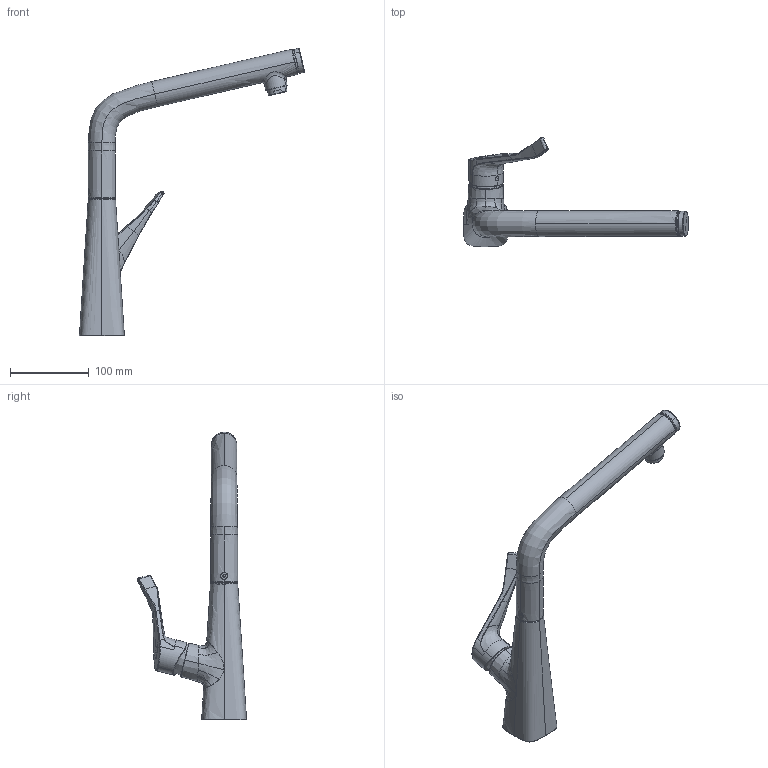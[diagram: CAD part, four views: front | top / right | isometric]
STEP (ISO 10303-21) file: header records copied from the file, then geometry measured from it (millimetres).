
FILE_DESCRIPTION(('CAx-IF Rec.Pracs.---Model Styling and Organization---1.2---2011-12-15','CAx-IF Rec.Pracs.---Geometric and Assembly Validation Properties---4.1---2014-06-16','CAx-IF Rec.Pracs.---PMI Polyline Presentation---2.0---2013-05-24'),'2;1');
FILE_NAME('1000086909_PPR_000.stp','2017-11-14T12:15:31+01:00',(''),(''),'STEP Interface 4.1 by CT CoreTechnologie','3D_Evolution4.1 by CT CoreTechnologie','');
FILE_SCHEMA(('AP203_CONFIGURATION_CONTROLLED_3D_DESIGN_OF_MECHANICAL_PARTS_AND_ASSEMBLIES_MIM_LF'));
Length unit declared in the file: millimetre
Products named in the file (13): P_2 KHM_Metris_Select Schwenkauslauf 1000086909_PPR_000_A1; P_2 Auslauf_KHM_Metris_Select 1000086910_PPA_000_A0; Senkschraube_ISR_ISO14581-M4x8-A2-KLF 1000116532_PPA_000_A0; Griffmantel_KHM_Metris_Select 1000075251_PPA_000_A3; P_2 Deckel_KHM_Metris_Select (R03) 1000086911_PPA_000_A0; P_2 GK_KHM_SA_Metris 1000082025_PPA_000_A0; P_2 Kappe Metropol S 1000074560_PPA_000_A0; SR_STD_HC_C-lam_dunkelgrau_M24x1-m 1000062086_PPR_000_A0; Strahlreglerhuelse M24x1 1000000093_PPA_000_A0; SR_STD_HC_C-lam_dunkelgrau 1000062087_PPA_000_A0; Flachdichtung d15xD21,3 (EB-2,4) 1000029262_PPA_000_A1; P_2 Griff_KHM_Talis_Variarc3 1000080842_PPA_000_A0; HG Griffstopfen 1000024783_PPA_000_A1
Assembly tree (12 placements, depth 3):
  P_2 KHM_Metris_Select Schwenkauslauf 1000086909_PPR_000_A1
    P_2 Auslauf_KHM_Metris_Select 1000086910_PPA_000_A0
    Senkschraube_ISR_ISO14581-M4x8-A2-KLF 1000116532_PPA_000_A0
    Griffmantel_KHM_Metris_Select 1000075251_PPA_000_A3
    P_2 Deckel_KHM_Metris_Select (R03) 1000086911_PPA_000_A0
    P_2 GK_KHM_SA_Metris 1000082025_PPA_000_A0
    P_2 Kappe Metropol S 1000074560_PPA_000_A0
    SR_STD_HC_C-lam_dunkelgrau_M24x1-m 1000062086_PPR_000_A0
      Strahlreglerhuelse M24x1 1000000093_PPA_000_A0
      SR_STD_HC_C-lam_dunkelgrau 1000062087_PPA_000_A0
      Flachdichtung d15xD21,3 (EB-2,4) 1000029262_PPA_000_A1
    P_2 Griff_KHM_Talis_Variarc3 1000080842_PPA_000_A0
    HG Griffstopfen 1000024783_PPA_000_A1
Bounding box: 285.42 x 138.29 x 364.53 mm (x, y, z)
Volume: 775265.7 mm3; surface area: 101757.9 mm2
Topology: 11 solids, 11 shells, 4401 faces, 11793 edges, 7419 vertices
Faces by surface type: plane 3234, cylinder 859, bspline 308
Entity records: 205619 total; most frequent: CARTESIAN_POINT 51083, ORIENTED_EDGE 23568, DIRECTION 20007, EDGE_CURVE 11784, VECTOR 9977, LINE 9977, VERTEX_POINT 7419, EDGE_LOOP 5199
